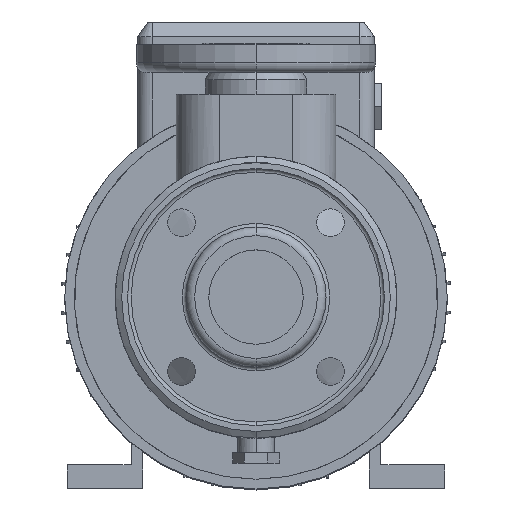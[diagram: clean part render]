
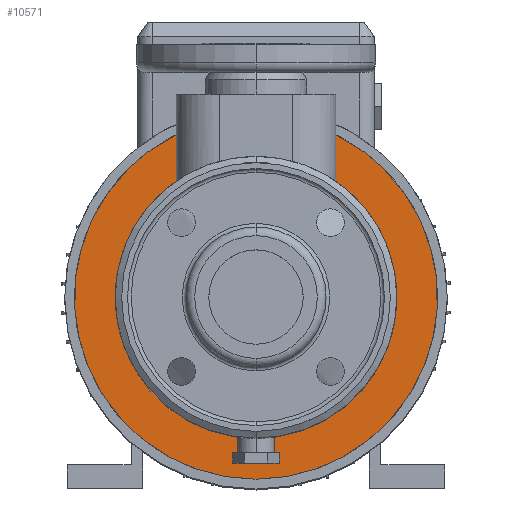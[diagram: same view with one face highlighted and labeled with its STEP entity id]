
A CAD part, top view. The second image highlights one B-rep face of the part: STEP entity #10571.
In plain terms, the highlighted planar face has unit normal (0, 0, 1).
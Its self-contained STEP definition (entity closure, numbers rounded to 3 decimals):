
#470 = VERTEX_POINT ( 'NONE', #11514 ) ;
#754 = EDGE_CURVE ( 'NONE', #11403, #3809, #1416, .T. ) ;
#977 = AXIS2_PLACEMENT_3D ( 'NONE', #4269, #10353, #9353 ) ;
#1416 = CIRCLE ( 'NONE', #5891, 97. ) ;
#1773 = ORIENTED_EDGE ( 'NONE', *, *, #8988, .F. ) ;
#1951 = CARTESIAN_POINT ( 'NONE',  ( -55., -131.702, -43. ) ) ;
#2111 = EDGE_CURVE ( 'NONE', #5778, #470, #12074, .T. ) ;
#2171 = DIRECTION ( 'NONE',  ( 0., 0., 1. ) ) ;
#3025 = ORIENTED_EDGE ( 'NONE', *, *, #754, .F. ) ;
#3364 = DIRECTION ( 'NONE',  ( 0., 1., 0. ) ) ;
#3809 = VERTEX_POINT ( 'NONE', #9016 ) ;
#3880 = LINE ( 'NONE', #1951, #3922 ) ;
#3922 = VECTOR ( 'NONE', #6828, 1000. ) ;
#4142 = ORIENTED_EDGE ( 'NONE', *, *, #7891, .F. ) ;
#4269 = CARTESIAN_POINT ( 'NONE',  ( 0., 0., -43. ) ) ;
#4583 = CARTESIAN_POINT ( 'NONE',  ( 0., -125., -43. ) ) ;
#4716 = ORIENTED_EDGE ( 'NONE', *, *, #7679, .T. ) ;
#4998 = DIRECTION ( 'NONE',  ( 0., 0., 1. ) ) ;
#5778 = VERTEX_POINT ( 'NONE', #4583 ) ;
#5891 = AXIS2_PLACEMENT_3D ( 'NONE', #6943, #4998, #7997 ) ;
#5994 = ORIENTED_EDGE ( 'NONE', *, *, #2111, .T. ) ;
#6029 = AXIS2_PLACEMENT_3D ( 'NONE', #6989, #6860, #11135 ) ;
#6251 = DIRECTION ( 'NONE',  ( 0., -1., 0. ) ) ;
#6828 = DIRECTION ( 'NONE',  ( 0., 1., 0. ) ) ;
#6860 = DIRECTION ( 'NONE',  ( 0., 0., -1. ) ) ;
#6943 = CARTESIAN_POINT ( 'NONE',  ( 0., 0., -43. ) ) ;
#6989 = CARTESIAN_POINT ( 'NONE',  ( 0., 97., -43. ) ) ;
#7102 = DIRECTION ( 'NONE',  ( 0., -1., 0. ) ) ;
#7304 = LINE ( 'NONE', #12321, #12191 ) ;
#7479 = CIRCLE ( 'NONE', #13040, 97. ) ;
#7679 = EDGE_CURVE ( 'NONE', #9592, #5778, #8556, .T. ) ;
#7891 = EDGE_CURVE ( 'NONE', #3809, #470, #7304, .T. ) ;
#7997 = DIRECTION ( 'NONE',  ( 0., -1., 0. ) ) ;
#8027 = CARTESIAN_POINT ( 'NONE',  ( 0., 0., -43. ) ) ;
#8556 = CIRCLE ( 'NONE', #11329, 125. ) ;
#8577 = CARTESIAN_POINT ( 'NONE',  ( 0., 0., -43. ) ) ;
#8988 = EDGE_CURVE ( 'NONE', #9405, #11403, #7479, .T. ) ;
#9016 = CARTESIAN_POINT ( 'NONE',  ( 55., 79.9, -43. ) ) ;
#9078 = CARTESIAN_POINT ( 'NONE',  ( 0., -97., -43. ) ) ;
#9296 = ORIENTED_EDGE ( 'NONE', *, *, #12470, .T. ) ;
#9297 = CARTESIAN_POINT ( 'NONE',  ( -55., 112.25, -43. ) ) ;
#9353 = DIRECTION ( 'NONE',  ( 0., -1., 0. ) ) ;
#9405 = VERTEX_POINT ( 'NONE', #10231 ) ;
#9592 = VERTEX_POINT ( 'NONE', #9297 ) ;
#10231 = CARTESIAN_POINT ( 'NONE',  ( -55., 79.9, -43. ) ) ;
#10353 = DIRECTION ( 'NONE',  ( 0., 0., 1. ) ) ;
#10571 = ADVANCED_FACE ( 'NONE', ( #11068 ), #11943, .F. ) ;
#11068 = FACE_OUTER_BOUND ( 'NONE', #11479, .T. ) ;
#11135 = DIRECTION ( 'NONE',  ( 0., 1., 0. ) ) ;
#11329 = AXIS2_PLACEMENT_3D ( 'NONE', #8577, #2171, #6251 ) ;
#11403 = VERTEX_POINT ( 'NONE', #9078 ) ;
#11479 = EDGE_LOOP ( 'NONE', ( #4142, #3025, #1773, #9296, #4716, #5994 ) ) ;
#11514 = CARTESIAN_POINT ( 'NONE',  ( 55., 112.25, -43. ) ) ;
#11943 = PLANE ( 'NONE',  #6029 ) ;
#12074 = CIRCLE ( 'NONE', #977, 125. ) ;
#12191 = VECTOR ( 'NONE', #3364, 1000. ) ;
#12321 = CARTESIAN_POINT ( 'NONE',  ( 55., -131.702, -43. ) ) ;
#12470 = EDGE_CURVE ( 'NONE', #9405, #9592, #3880, .T. ) ;
#13040 = AXIS2_PLACEMENT_3D ( 'NONE', #8027, #13195, #7102 ) ;
#13195 = DIRECTION ( 'NONE',  ( 0., 0., 1. ) ) ;
